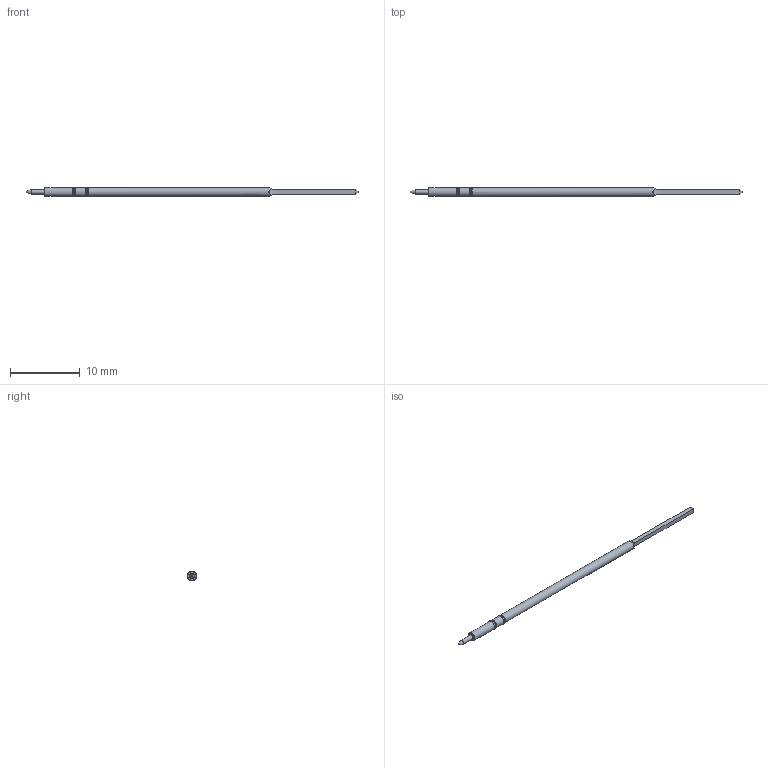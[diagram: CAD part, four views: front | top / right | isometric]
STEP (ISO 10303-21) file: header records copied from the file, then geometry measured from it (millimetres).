
FILE_DESCRIPTION (( 'STEP AP214' ), '1' );
FILE_NAME ('X75-TWA-7.STEP', '2021-04-22T14:45:09', ( '' ), ( '' ), 'SwSTEP 2.0', 'SolidWorks 2020', '' );
FILE_SCHEMA (( 'AUTOMOTIVE_DESIGN' ));
Length unit declared in the file: inch
Products named in the file (1): X75-TWA-7
Bounding box: 47.55 x 1.37 x 1.37 mm (x, y, z)
Volume: 46.1 mm3; surface area: 166 mm2
Topology: 1 solids, 1 shells, 30 faces, 60 edges, 34 vertices
Faces by surface type: plane 16, cylinder 7, cone 4, torus 3
Full cylindrical faces by diameter (mm): 0.102 x1, 0.635 x1, 1.257 x3, 1.372 x2
Entity records: 708 total; most frequent: CARTESIAN_POINT 119, DIRECTION 118, ORIENTED_EDGE 88, AXIS2_PLACEMENT_3D 47, EDGE_LOOP 46, EDGE_CURVE 44, FACE_OUTER_BOUND 40, VERTEX_POINT 32
